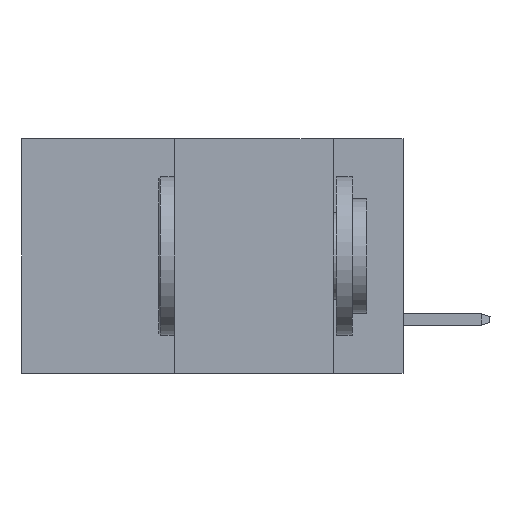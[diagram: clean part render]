
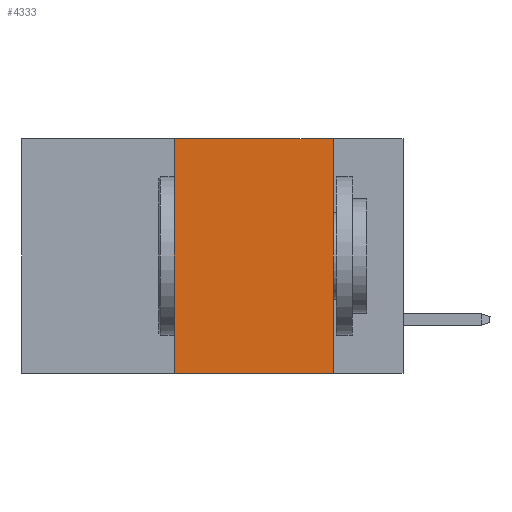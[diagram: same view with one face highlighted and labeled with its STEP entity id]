
A CAD part, left-side view. The second image highlights one B-rep face of the part: STEP entity #4333.
In plain terms, the highlighted planar face has unit normal (-1, 0, 0).
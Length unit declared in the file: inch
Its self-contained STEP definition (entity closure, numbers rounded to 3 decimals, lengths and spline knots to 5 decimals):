
#14 = CARTESIAN_POINT ( 'NONE',  ( 0., 0.6, 0. ) ) ;
#58 = ORIENTED_EDGE ( 'NONE', *, *, #16032, .F. ) ;
#2244 = EDGE_CURVE ( 'NONE', #8278, #15226, #3846, .T. ) ;
#2857 = CARTESIAN_POINT ( 'NONE',  ( 0., 0.6, 0. ) ) ;
#3100 = CARTESIAN_POINT ( 'NONE',  ( 0., 0.36, -0.37 ) ) ;
#3672 = ORIENTED_EDGE ( 'NONE', *, *, #2244, .T. ) ;
#3846 = LINE ( 'NONE', #7471, #5855 ) ;
#4121 = VERTEX_POINT ( 'NONE', #7469 ) ;
#4333 = ADVANCED_FACE ( 'NONE', ( #14599 ), #21073, .F. ) ;
#4511 = DIRECTION ( 'NONE',  ( 0., 0., -1. ) ) ;
#5855 = VECTOR ( 'NONE', #11612, 39.37008 ) ;
#6537 = CARTESIAN_POINT ( 'NONE',  ( 0., 0.11, 0. ) ) ;
#7469 = CARTESIAN_POINT ( 'NONE',  ( 0., 0.36, 0. ) ) ;
#7471 = CARTESIAN_POINT ( 'NONE',  ( 0., 0.6, -0.37 ) ) ;
#8278 = VERTEX_POINT ( 'NONE', #3100 ) ;
#9580 = ORIENTED_EDGE ( 'NONE', *, *, #17670, .F. ) ;
#11001 = DIRECTION ( 'NONE',  ( 0., 0., -1. ) ) ;
#11612 = DIRECTION ( 'NONE',  ( 0., -1., 0. ) ) ;
#11813 = VECTOR ( 'NONE', #24454, 39.37008 ) ;
#12220 = EDGE_CURVE ( 'NONE', #4121, #16179, #24099, .T. ) ;
#14515 = DIRECTION ( 'NONE',  ( 0., -1., 0. ) ) ;
#14599 = FACE_OUTER_BOUND ( 'NONE', #20810, .T. ) ;
#14620 = CARTESIAN_POINT ( 'NONE',  ( 0., 0.36, 0. ) ) ;
#15226 = VERTEX_POINT ( 'NONE', #19318 ) ;
#16032 = EDGE_CURVE ( 'NONE', #16179, #15226, #16235, .T. ) ;
#16179 = VERTEX_POINT ( 'NONE', #23117 ) ;
#16235 = LINE ( 'NONE', #6537, #22766 ) ;
#17009 = AXIS2_PLACEMENT_3D ( 'NONE', #2857, #17101, #11001 ) ;
#17101 = DIRECTION ( 'NONE',  ( 1., 0., 0. ) ) ;
#17670 = EDGE_CURVE ( 'NONE', #8278, #4121, #20573, .T. ) ;
#19318 = CARTESIAN_POINT ( 'NONE',  ( 0., 0.11, -0.37 ) ) ;
#20573 = LINE ( 'NONE', #14620, #11813 ) ;
#20810 = EDGE_LOOP ( 'NONE', ( #58, #24609, #9580, #3672 ) ) ;
#21073 = PLANE ( 'NONE',  #17009 ) ;
#22766 = VECTOR ( 'NONE', #4511, 39.37008 ) ;
#23117 = CARTESIAN_POINT ( 'NONE',  ( 0., 0.11, 0. ) ) ;
#23499 = VECTOR ( 'NONE', #14515, 39.37008 ) ;
#24099 = LINE ( 'NONE', #14, #23499 ) ;
#24454 = DIRECTION ( 'NONE',  ( 0., 0., 1. ) ) ;
#24609 = ORIENTED_EDGE ( 'NONE', *, *, #12220, .F. ) ;
